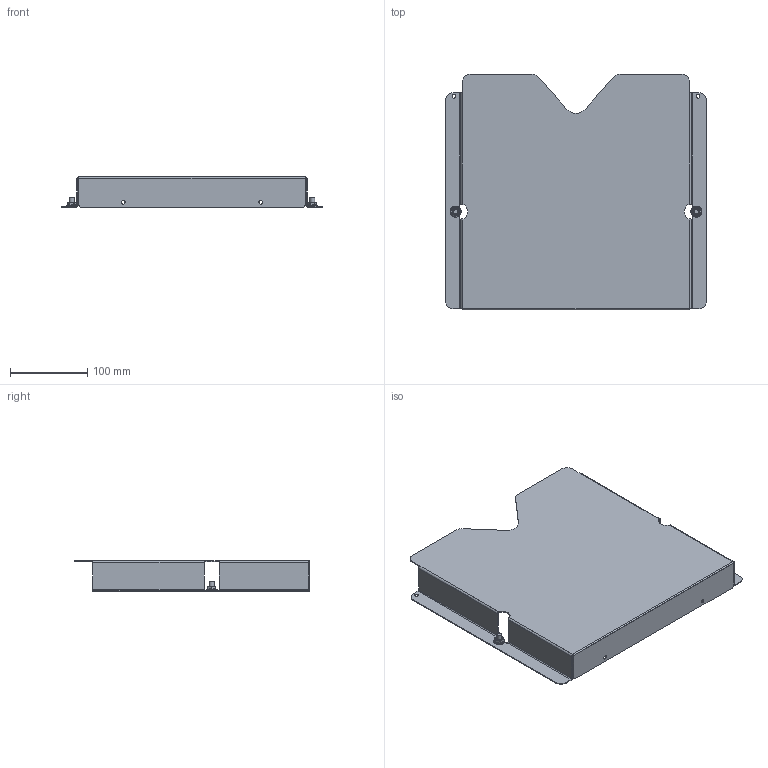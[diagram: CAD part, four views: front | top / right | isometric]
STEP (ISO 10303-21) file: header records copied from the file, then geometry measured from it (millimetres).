
FILE_DESCRIPTION (( 'STEP AP203' ), '1' );
FILE_NAME ('SCE-PP1212.step', '2021-02-09T22:31:25', ( 'ADC123' ), ( 'Microsoft' ), 'SwSTEP 2.0', 'SolidWorks 2019', '' );
FILE_SCHEMA (( 'CONFIG_CONTROL_DESIGN' ));
Length unit declared in the file: inch
Products named in the file (1): SCE-PP1212
Bounding box: 336.42 x 304.83 x 39.32 mm (x, y, z)
Volume: 157423.6 mm3; surface area: 259681.8 mm2
Topology: 5 solids, 5 shells, 566 faces, 1646 edges, 1020 vertices
Faces by surface type: bspline 300, plane 197, cylinder 63, cone 6
Full cylindrical faces by diameter (mm): 4.775 x4, 6.299 x2, 6.363 x2, 14.288 x2
Entity records: 34259 total; most frequent: CARTESIAN_POINT 22985, ORIENTED_EDGE 3080, EDGE_CURVE 1540, DIRECTION 1222, VERTEX_POINT 1008, B_SPLINE_CURVE_WITH_KNOTS 928, EDGE_LOOP 602, FACE_OUTER_BOUND 584
